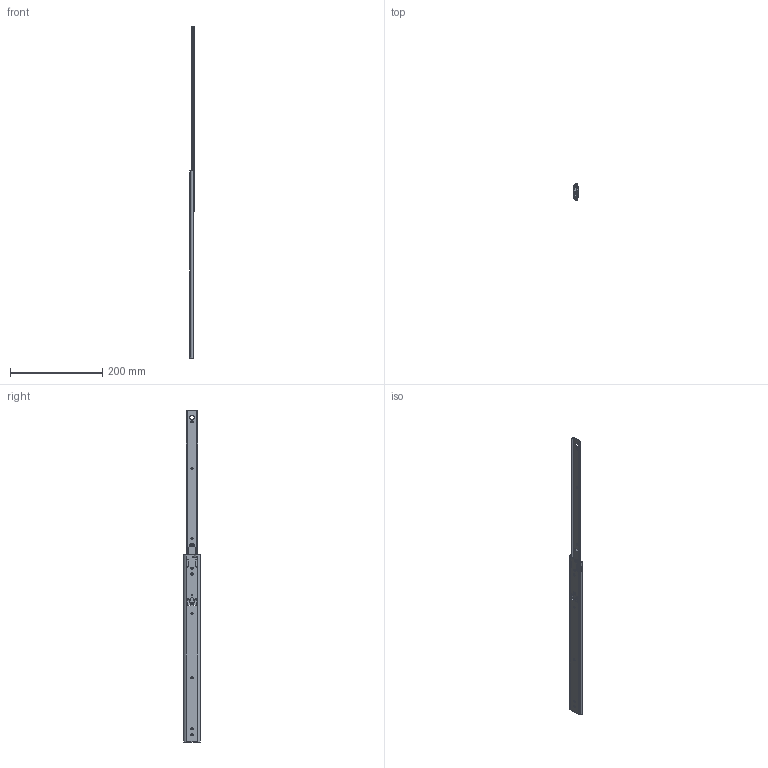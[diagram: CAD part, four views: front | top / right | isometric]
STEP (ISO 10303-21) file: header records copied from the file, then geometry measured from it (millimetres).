
FILE_DESCRIPTION (( 'STEP AP203' ), '1' );
FILE_NAME ('U23-16.STEP', '2020-07-03T06:18:50', ( '' ), ( '' ), 'SwSTEP 2.0', 'SolidWorks 2019', '' );
FILE_SCHEMA (( 'CONFIG_CONTROL_DESIGN' ));
Length unit declared in the file: millimetre
Products named in the file (7): PN84 バネ; PN101リベット; PN235リードイン　 ; OM U23-16; U23-16; PN81バネ（圧縮）; IM U23-16
Assembly tree (6 placements, depth 2):
  U23-16
    OM U23-16
    PN235リードイン　 
    PN84 バネ
    PN101リベット
    IM U23-16
    PN81バネ（圧縮）
Bounding box: 9.5 x 35.08 x 721.4 mm (x, y, z)
Volume: 49971.5 mm3; surface area: 71963 mm2
Topology: 6 solids, 6 shells, 359 faces, 1005 edges, 662 vertices
Faces by surface type: plane 181, cylinder 174, bspline 4
Entity records: 13102 total; most frequent: CARTESIAN_POINT 2933, ORIENTED_EDGE 2010, DIRECTION 1961, EDGE_CURVE 1005, AXIS2_PLACEMENT_3D 682, VERTEX_POINT 662, LINE 597, VECTOR 597
